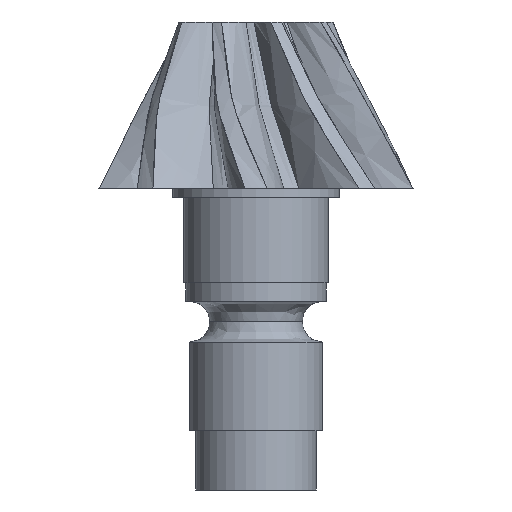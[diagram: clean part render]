
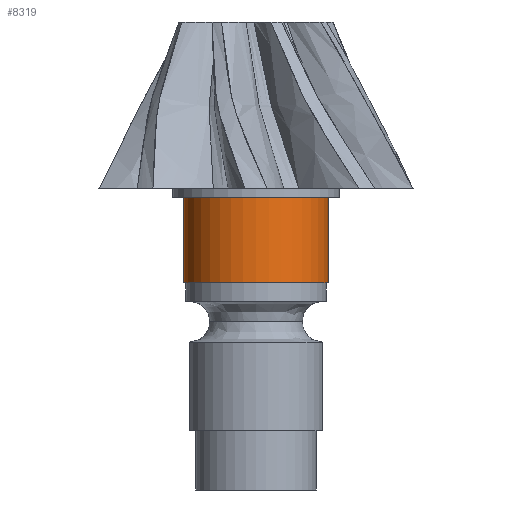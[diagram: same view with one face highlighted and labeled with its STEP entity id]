
A CAD part, front view. The second image highlights one B-rep face of the part: STEP entity #8319.
In plain terms, the highlighted face is a revolution surface.
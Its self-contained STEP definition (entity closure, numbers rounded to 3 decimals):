
#8319 = ADVANCED_FACE('',(#8320),#8335,.T.);
#8320 = FACE_BOUND('',#8321,.T.);
#8321 = EDGE_LOOP('',(#8322,#8348,#8363,#8379));
#8322 = ORIENTED_EDGE('',*,*,#8323,.F.);
#8323 = EDGE_CURVE('',#8324,#8326,#8328,.T.);
#8324 = VERTEX_POINT('',#8325);
#8325 = CARTESIAN_POINT('',(-39.,0.,-51.));
#8326 = VERTEX_POINT('',#8327);
#8327 = CARTESIAN_POINT('',(39.,0.,-51.));
#8328 = SURFACE_CURVE('',#8329,(#8334),.PCURVE_S1.);
#8329 = CIRCLE('',#8330,39.);
#8330 = AXIS2_PLACEMENT_3D('',#8331,#8332,#8333);
#8331 = CARTESIAN_POINT('',(0.,0.,-51.));
#8332 = DIRECTION('',(0.,0.,1.));
#8333 = DIRECTION('',(1.,0.,0.));
#8334 = PCURVE('',#8335,#8343);
#8335 = SURFACE_OF_REVOLUTION('',#8336,#8340);
#8336 = LINE('',#8337,#8338);
#8337 = CARTESIAN_POINT('',(-39.,0.,-5.));
#8338 = VECTOR('',#8339,1.);
#8339 = DIRECTION('',(0.,0.,-1.));
#8340 = AXIS1_PLACEMENT('',#8341,#8342);
#8341 = CARTESIAN_POINT('',(0.,0.,-163.));
#8342 = DIRECTION('',(0.,0.,1.));
#8343 = DEFINITIONAL_REPRESENTATION('',(#8344),#8347);
#8344 = B_SPLINE_CURVE_WITH_KNOTS('',1,(#8345,#8346),.UNSPECIFIED.,.F.,
  .F.,(2,2),(3.142,6.283),.PIECEWISE_BEZIER_KNOTS.);
#8345 = CARTESIAN_POINT('',(0.,46.));
#8346 = CARTESIAN_POINT('',(3.142,46.));
#8347 = ( GEOMETRIC_REPRESENTATION_CONTEXT(2) 
PARAMETRIC_REPRESENTATION_CONTEXT() REPRESENTATION_CONTEXT('2D SPACE',''
  ) );
#8348 = ORIENTED_EDGE('',*,*,#8349,.F.);
#8349 = EDGE_CURVE('',#8350,#8324,#8352,.T.);
#8350 = VERTEX_POINT('',#8351);
#8351 = CARTESIAN_POINT('',(-39.,0.,-5.));
#8352 = SURFACE_CURVE('',#8353,(#8357),.PCURVE_S1.);
#8353 = LINE('',#8354,#8355);
#8354 = CARTESIAN_POINT('',(-39.,0.,-5.));
#8355 = VECTOR('',#8356,1.);
#8356 = DIRECTION('',(0.,0.,-1.));
#8357 = PCURVE('',#8335,#8358);
#8358 = DEFINITIONAL_REPRESENTATION('',(#8359),#8362);
#8359 = B_SPLINE_CURVE_WITH_KNOTS('',1,(#8360,#8361),.UNSPECIFIED.,.F.,
  .F.,(2,2),(0.,46.),.PIECEWISE_BEZIER_KNOTS.);
#8360 = CARTESIAN_POINT('',(0.,0.));
#8361 = CARTESIAN_POINT('',(0.,46.));
#8362 = ( GEOMETRIC_REPRESENTATION_CONTEXT(2) 
PARAMETRIC_REPRESENTATION_CONTEXT() REPRESENTATION_CONTEXT('2D SPACE',''
  ) );
#8363 = ORIENTED_EDGE('',*,*,#8364,.F.);
#8364 = EDGE_CURVE('',#8365,#8350,#8367,.T.);
#8365 = VERTEX_POINT('',#8366);
#8366 = CARTESIAN_POINT('',(39.,0.,-5.));
#8367 = SURFACE_CURVE('',#8368,(#8373),.PCURVE_S1.);
#8368 = CIRCLE('',#8369,39.);
#8369 = AXIS2_PLACEMENT_3D('',#8370,#8371,#8372);
#8370 = CARTESIAN_POINT('',(0.,0.,-5.));
#8371 = DIRECTION('',(0.,0.,-1.));
#8372 = DIRECTION('',(1.,0.,0.));
#8373 = PCURVE('',#8335,#8374);
#8374 = DEFINITIONAL_REPRESENTATION('',(#8375),#8378);
#8375 = B_SPLINE_CURVE_WITH_KNOTS('',1,(#8376,#8377),.UNSPECIFIED.,.F.,
  .F.,(2,2),(0.,3.142),.PIECEWISE_BEZIER_KNOTS.);
#8376 = CARTESIAN_POINT('',(3.142,0.));
#8377 = CARTESIAN_POINT('',(0.,0.));
#8378 = ( GEOMETRIC_REPRESENTATION_CONTEXT(2) 
PARAMETRIC_REPRESENTATION_CONTEXT() REPRESENTATION_CONTEXT('2D SPACE',''
  ) );
#8379 = ORIENTED_EDGE('',*,*,#8380,.F.);
#8380 = EDGE_CURVE('',#8326,#8365,#8381,.T.);
#8381 = SURFACE_CURVE('',#8382,(#8386),.PCURVE_S1.);
#8382 = LINE('',#8383,#8384);
#8383 = CARTESIAN_POINT('',(39.,0.,-51.));
#8384 = VECTOR('',#8385,1.);
#8385 = DIRECTION('',(0.,0.,1.));
#8386 = PCURVE('',#8335,#8387);
#8387 = DEFINITIONAL_REPRESENTATION('',(#8388),#8391);
#8388 = B_SPLINE_CURVE_WITH_KNOTS('',1,(#8389,#8390),.UNSPECIFIED.,.F.,
  .F.,(2,2),(0.,46.),.PIECEWISE_BEZIER_KNOTS.);
#8389 = CARTESIAN_POINT('',(3.142,46.));
#8390 = CARTESIAN_POINT('',(3.142,0.));
#8391 = ( GEOMETRIC_REPRESENTATION_CONTEXT(2) 
PARAMETRIC_REPRESENTATION_CONTEXT() REPRESENTATION_CONTEXT('2D SPACE',''
  ) );
